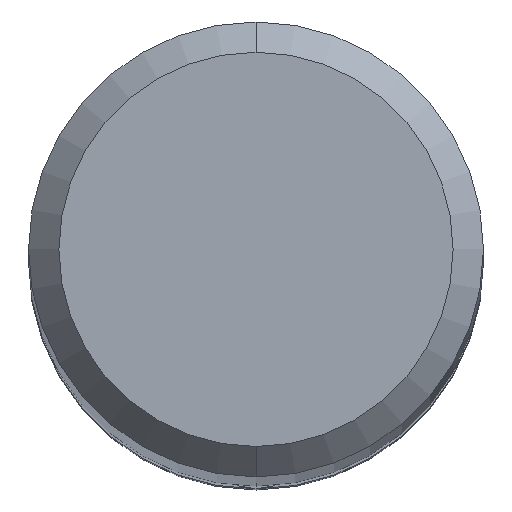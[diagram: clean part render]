
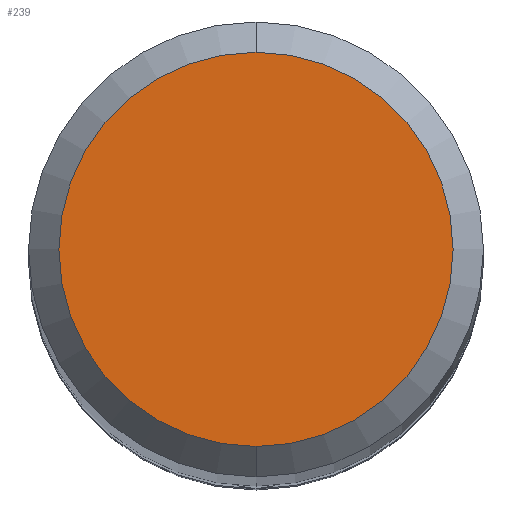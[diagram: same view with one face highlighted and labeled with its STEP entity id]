
A CAD part, top view. The second image highlights one B-rep face of the part: STEP entity #239.
In plain terms, the highlighted planar face has unit normal (0, 0, 1).
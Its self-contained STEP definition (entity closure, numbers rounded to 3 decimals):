
#239=ADVANCED_FACE('',(#577),#578,.T.);
#257=EDGE_CURVE('',#379,#381,#597,.T.);
#301=EDGE_CURVE('',#381,#379,#644,.T.);
#379=VERTEX_POINT('',#731);
#381=VERTEX_POINT('',#733);
#577=FACE_OUTER_BOUND('',#991,.T.);
#578=PLANE('',#992);
#597=CIRCLE('',#1015,2.6);
#644=CIRCLE('',#1147,2.6);
#731=CARTESIAN_POINT('',(0.,-2.6,0.0));
#733=CARTESIAN_POINT('',(0.0,2.6,0.0));
#991=EDGE_LOOP('',(#1613,#1614));
#992=AXIS2_PLACEMENT_3D('',#1615,#1616,#1617);
#1015=AXIS2_PLACEMENT_3D('',#1630,#1631,#1632);
#1147=AXIS2_PLACEMENT_3D('',#1689,#1690,#1691);
#1613=ORIENTED_EDGE('',*,*,#301,.F.);
#1614=ORIENTED_EDGE('',*,*,#257,.F.);
#1615=CARTESIAN_POINT('',(0.0,1.3,0.0));
#1616=DIRECTION('',(-0.0,0.0,1.0));
#1617=DIRECTION('',(0.0,-1.0,0.0));
#1630=CARTESIAN_POINT('',(0.0,0.0,0.0));
#1631=DIRECTION('',(0.0,0.0,-1.0));
#1632=DIRECTION('',(0.0,1.0,0.0));
#1689=CARTESIAN_POINT('',(0.0,0.0,0.0));
#1690=DIRECTION('',(0.0,0.0,-1.0));
#1691=DIRECTION('',(0.0,1.0,0.0));
